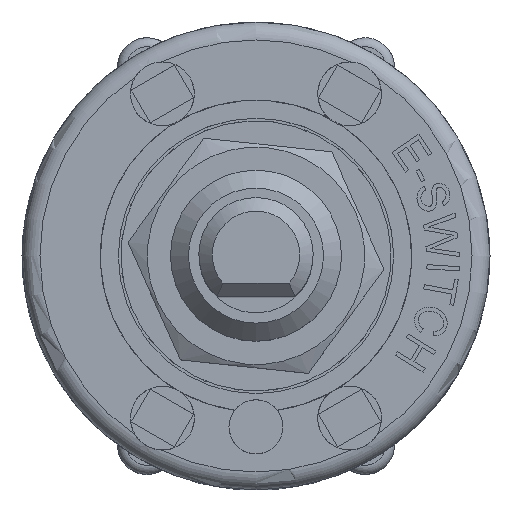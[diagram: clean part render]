
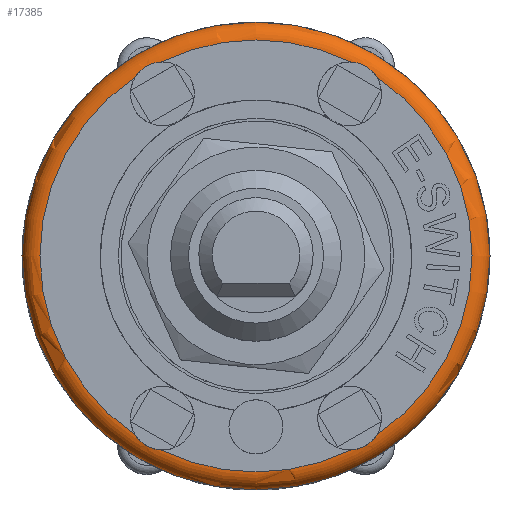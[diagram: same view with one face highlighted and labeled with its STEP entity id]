
A CAD part, top view. The second image highlights one B-rep face of the part: STEP entity #17385.
In plain terms, the highlighted toroidal (fillet/blend) face has major radius 12 mm and minor radius 1 mm.
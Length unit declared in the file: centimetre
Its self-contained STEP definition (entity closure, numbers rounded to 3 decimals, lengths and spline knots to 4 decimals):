
#28=TOROIDAL_SURFACE('',#18433,1.2,0.1);
#1278=B_SPLINE_CURVE_WITH_KNOTS('',3,(#29713,#29714,#29715,#29716,#29717,
#29718,#29719,#29720,#29721,#29722,#29723,#29724),.UNSPECIFIED.,.F.,.F.,
(4,2,2,2,2,4),(-0.2692,-0.2446,-0.216,
-0.1921,-0.1645,-0.1357),.UNSPECIFIED.);
#1279=B_SPLINE_CURVE_WITH_KNOTS('',3,(#29736,#29737,#29738,#29739,#29740,
#29741,#29742,#29743,#29744,#29745,#29746,#29747),.UNSPECIFIED.,.F.,.F.,
(4,2,2,2,2,4),(-0.2692,-0.2446,-0.216,
-0.1921,-0.1645,-0.1357),.UNSPECIFIED.);
#1280=B_SPLINE_CURVE_WITH_KNOTS('',3,(#29764,#29765,#29766,#29767,#29768,
#29769,#29770,#29771,#29772,#29773,#29774,#29775),.UNSPECIFIED.,.F.,.F.,
(4,2,2,2,2,4),(-0.2692,-0.2446,-0.216,
-0.1921,-0.1645,-0.1357),.UNSPECIFIED.);
#1281=B_SPLINE_CURVE_WITH_KNOTS('',3,(#29797,#29798,#29799,#29800,#29801,
#29802,#29803,#29804,#29805,#29806,#29807,#29808),.UNSPECIFIED.,.F.,.F.,
(4,2,2,2,2,4),(-0.2692,-0.2446,-0.216,
-0.1921,-0.1645,-0.1357),.UNSPECIFIED.);
#2133=FACE_OUTER_BOUND('',#3150,.T.);
#3150=EDGE_LOOP('',(#15955,#15956,#15957,#15958,#15959,#15960,#15961,#15962,
#15963,#15964,#15965,#15966));
#7147=CIRCLE('',#18386,1.3);
#7174=CIRCLE('',#18434,0.1);
#7175=CIRCLE('',#18435,1.2);
#7176=CIRCLE('',#18436,1.2);
#7177=CIRCLE('',#18437,1.2);
#7178=CIRCLE('',#18438,1.2);
#7179=CIRCLE('',#18439,1.2);
#8746=VERTEX_POINT('',#29675);
#8754=VERTEX_POINT('',#29711);
#8755=VERTEX_POINT('',#29712);
#8758=VERTEX_POINT('',#29734);
#8759=VERTEX_POINT('',#29735);
#8764=VERTEX_POINT('',#29762);
#8765=VERTEX_POINT('',#29763);
#8772=VERTEX_POINT('',#29795);
#8773=VERTEX_POINT('',#29796);
#8776=VERTEX_POINT('',#29818);
#11191=EDGE_CURVE('',#8746,#8746,#7147,.T.);
#11209=EDGE_CURVE('',#8754,#8755,#1278,.T.);
#11215=EDGE_CURVE('',#8758,#8759,#1279,.T.);
#11223=EDGE_CURVE('',#8764,#8765,#1280,.T.);
#11233=EDGE_CURVE('',#8772,#8773,#1281,.T.);
#11239=EDGE_CURVE('',#8746,#8776,#7174,.T.);
#11240=EDGE_CURVE('',#8776,#8764,#7175,.T.);
#11241=EDGE_CURVE('',#8765,#8758,#7176,.T.);
#11242=EDGE_CURVE('',#8759,#8754,#7177,.T.);
#11243=EDGE_CURVE('',#8755,#8772,#7178,.T.);
#11244=EDGE_CURVE('',#8773,#8776,#7179,.T.);
#15955=ORIENTED_EDGE('',*,*,#11191,.T.);
#15956=ORIENTED_EDGE('',*,*,#11239,.T.);
#15957=ORIENTED_EDGE('',*,*,#11240,.T.);
#15958=ORIENTED_EDGE('',*,*,#11223,.T.);
#15959=ORIENTED_EDGE('',*,*,#11241,.T.);
#15960=ORIENTED_EDGE('',*,*,#11215,.T.);
#15961=ORIENTED_EDGE('',*,*,#11242,.T.);
#15962=ORIENTED_EDGE('',*,*,#11209,.T.);
#15963=ORIENTED_EDGE('',*,*,#11243,.T.);
#15964=ORIENTED_EDGE('',*,*,#11233,.T.);
#15965=ORIENTED_EDGE('',*,*,#11244,.T.);
#15966=ORIENTED_EDGE('',*,*,#11239,.F.);
#17385=ADVANCED_FACE('',(#2133),#28,.T.);
#18386=AXIS2_PLACEMENT_3D('',#29676,#22113,#22114);
#18433=AXIS2_PLACEMENT_3D('',#29817,#22224,#22225);
#18434=AXIS2_PLACEMENT_3D('',#29819,#22226,#22227);
#18435=AXIS2_PLACEMENT_3D('',#29820,#22228,#22229);
#18436=AXIS2_PLACEMENT_3D('',#29821,#22230,#22231);
#18437=AXIS2_PLACEMENT_3D('',#29822,#22232,#22233);
#18438=AXIS2_PLACEMENT_3D('',#29823,#22234,#22235);
#18439=AXIS2_PLACEMENT_3D('',#29824,#22236,#22237);
#22113=DIRECTION('center_axis',(0.,0.,1.));
#22114=DIRECTION('ref_axis',(-1.,0.,0.));
#22224=DIRECTION('center_axis',(0.,0.,-1.));
#22225=DIRECTION('ref_axis',(-1.,0.,0.));
#22226=DIRECTION('center_axis',(0.,-1.,0.));
#22227=DIRECTION('ref_axis',(1.,0.,0.));
#22228=DIRECTION('center_axis',(0.,0.,-1.));
#22229=DIRECTION('ref_axis',(-1.,0.,0.));
#22230=DIRECTION('center_axis',(0.,0.,-1.));
#22231=DIRECTION('ref_axis',(-1.,0.,0.));
#22232=DIRECTION('center_axis',(0.,0.,-1.));
#22233=DIRECTION('ref_axis',(-1.,0.,0.));
#22234=DIRECTION('center_axis',(0.,0.,-1.));
#22235=DIRECTION('ref_axis',(-1.,0.,0.));
#22236=DIRECTION('center_axis',(0.,0.,-1.));
#22237=DIRECTION('ref_axis',(-1.,0.,0.));
#29675=CARTESIAN_POINT('',(1.3,0.,0.95));
#29676=CARTESIAN_POINT('Origin',(0.,0.,0.95));
#29711=CARTESIAN_POINT('',(-0.67,0.9955,1.05));
#29712=CARTESIAN_POINT('',(-0.5271,1.078,1.05));
#29713=CARTESIAN_POINT('Ctrl Pts',(-0.67,0.9955,
1.05));
#29714=CARTESIAN_POINT('Ctrl Pts',(-0.6646,1.0041,
1.05));
#29715=CARTESIAN_POINT('Ctrl Pts',(-0.6583,1.0124,
1.0498));
#29716=CARTESIAN_POINT('Ctrl Pts',(-0.6428,1.0294,
1.0491));
#29717=CARTESIAN_POINT('Ctrl Pts',(-0.6335,1.0377,
1.0488));
#29718=CARTESIAN_POINT('Ctrl Pts',(-0.615,1.051,1.0484));
#29719=CARTESIAN_POINT('Ctrl Pts',(-0.6061,1.0563,
1.0484));
#29720=CARTESIAN_POINT('Ctrl Pts',(-0.5859,1.0659,1.0487));
#29721=CARTESIAN_POINT('Ctrl Pts',(-0.5747,1.07,1.049));
#29722=CARTESIAN_POINT('Ctrl Pts',(-0.551,1.0759,1.0497));
#29723=CARTESIAN_POINT('Ctrl Pts',(-0.539,1.0775,
1.05));
#29724=CARTESIAN_POINT('Ctrl Pts',(-0.5271,1.078,
1.05));
#29734=CARTESIAN_POINT('',(-0.5271,-1.078,1.05));
#29735=CARTESIAN_POINT('',(-0.67,-0.9955,1.05));
#29736=CARTESIAN_POINT('Ctrl Pts',(-0.5271,-1.078,
1.05));
#29737=CARTESIAN_POINT('Ctrl Pts',(-0.5373,-1.0776,
1.05));
#29738=CARTESIAN_POINT('Ctrl Pts',(-0.5476,-1.0763,
1.0498));
#29739=CARTESIAN_POINT('Ctrl Pts',(-0.5701,-1.0714,1.0491));
#29740=CARTESIAN_POINT('Ctrl Pts',(-0.5819,-1.0675,
1.0488));
#29741=CARTESIAN_POINT('Ctrl Pts',(-0.6027,-1.0581,
1.0484));
#29742=CARTESIAN_POINT('Ctrl Pts',(-0.6117,-1.053,
1.0484));
#29743=CARTESIAN_POINT('Ctrl Pts',(-0.6301,-1.0404,
1.0487));
#29744=CARTESIAN_POINT('Ctrl Pts',(-0.6393,-1.0327,
1.049));
#29745=CARTESIAN_POINT('Ctrl Pts',(-0.6562,-1.0151,
1.0497));
#29746=CARTESIAN_POINT('Ctrl Pts',(-0.6637,-1.0055,
1.05));
#29747=CARTESIAN_POINT('Ctrl Pts',(-0.67,-0.9955,
1.05));
#29762=CARTESIAN_POINT('',(0.67,-0.9955,1.05));
#29763=CARTESIAN_POINT('',(0.5271,-1.078,1.05));
#29764=CARTESIAN_POINT('Ctrl Pts',(0.67,-0.9955,
1.05));
#29765=CARTESIAN_POINT('Ctrl Pts',(0.6646,-1.0041,
1.05));
#29766=CARTESIAN_POINT('Ctrl Pts',(0.6583,-1.0124,
1.0498));
#29767=CARTESIAN_POINT('Ctrl Pts',(0.6428,-1.0294,
1.0491));
#29768=CARTESIAN_POINT('Ctrl Pts',(0.6335,-1.0377,
1.0488));
#29769=CARTESIAN_POINT('Ctrl Pts',(0.615,-1.051,
1.0484));
#29770=CARTESIAN_POINT('Ctrl Pts',(0.6061,-1.0563,
1.0484));
#29771=CARTESIAN_POINT('Ctrl Pts',(0.5859,-1.0659,1.0487));
#29772=CARTESIAN_POINT('Ctrl Pts',(0.5747,-1.07,1.049));
#29773=CARTESIAN_POINT('Ctrl Pts',(0.551,-1.0759,
1.0497));
#29774=CARTESIAN_POINT('Ctrl Pts',(0.539,-1.0775,
1.05));
#29775=CARTESIAN_POINT('Ctrl Pts',(0.5271,-1.078,
1.05));
#29795=CARTESIAN_POINT('',(0.5271,1.078,1.05));
#29796=CARTESIAN_POINT('',(0.67,0.9955,1.05));
#29797=CARTESIAN_POINT('Ctrl Pts',(0.5271,1.078,1.05));
#29798=CARTESIAN_POINT('Ctrl Pts',(0.5373,1.0776,1.05));
#29799=CARTESIAN_POINT('Ctrl Pts',(0.5476,1.0763,1.0498));
#29800=CARTESIAN_POINT('Ctrl Pts',(0.5701,1.0714,1.0491));
#29801=CARTESIAN_POINT('Ctrl Pts',(0.5819,1.0675,1.0488));
#29802=CARTESIAN_POINT('Ctrl Pts',(0.6027,1.0581,1.0484));
#29803=CARTESIAN_POINT('Ctrl Pts',(0.6117,1.053,1.0484));
#29804=CARTESIAN_POINT('Ctrl Pts',(0.6301,1.0404,1.0487));
#29805=CARTESIAN_POINT('Ctrl Pts',(0.6393,1.0327,1.049));
#29806=CARTESIAN_POINT('Ctrl Pts',(0.6562,1.0151,1.0497));
#29807=CARTESIAN_POINT('Ctrl Pts',(0.6637,1.0055,1.05));
#29808=CARTESIAN_POINT('Ctrl Pts',(0.67,0.9955,
1.05));
#29817=CARTESIAN_POINT('Origin',(0.,0.,0.95));
#29818=CARTESIAN_POINT('',(1.2,0.,1.05));
#29819=CARTESIAN_POINT('Origin',(1.2,0.,0.95));
#29820=CARTESIAN_POINT('Origin',(0.,0.,1.05));
#29821=CARTESIAN_POINT('Origin',(0.,0.,1.05));
#29822=CARTESIAN_POINT('Origin',(0.,0.,1.05));
#29823=CARTESIAN_POINT('Origin',(0.,0.,1.05));
#29824=CARTESIAN_POINT('Origin',(0.,0.,1.05));
